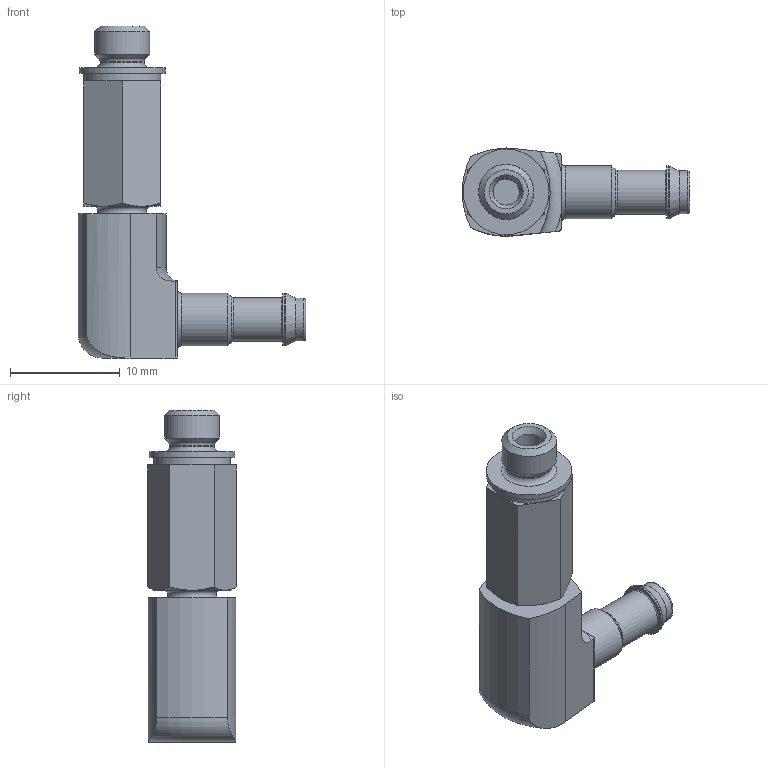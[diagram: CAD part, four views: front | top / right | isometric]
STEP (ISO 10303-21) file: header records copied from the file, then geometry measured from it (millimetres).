
FILE_DESCRIPTION(/* description */ ('STEP AP214'),/* implementation_level */ '2;1');
FILE_NAME(/* name */ '35984_LCNH-M5-PK-4',/* time_stamp */ '2024-08-29T20:45:51+02:00',/* author */ ('License CC BY-ND 4.0'),/* organization */ ('CADENAS'),/* preprocessor_version */ 'ST-DEVELOPER v19.3',/* originating_system */ 'PARTsolutions',/* authorisation */ ' ');
FILE_SCHEMA (('AUTOMOTIVE_DESIGN {1 0 10303 214 3 1 1}'));
Length unit declared in the file: millimetre
Products named in the file (1): 35984 LCNH-M5-PK-4
Bounding box: 20.7 x 8.08 x 30.2 mm (x, y, z)
Volume: 1344.5 mm3; surface area: 1444.7 mm2
Topology: 1 solids, 1 shells, 66 faces, 144 edges, 86 vertices
Faces by surface type: plane 28, cylinder 16, cone 12, torus 10
Full cylindrical faces by diameter (mm): 2.4 x1, 2.9 x1, 3.9 x1, 4 x1, 4.019 x1, 4.8 x2, 5 x1, 7 x1, 7.8 x1
Entity records: 1720 total; most frequent: CARTESIAN_POINT 348, DIRECTION 291, ORIENTED_EDGE 234, AXIS2_PLACEMENT_3D 126, EDGE_CURVE 117, EDGE_LOOP 99, FACE_BOUND 99, VERTEX_POINT 84
